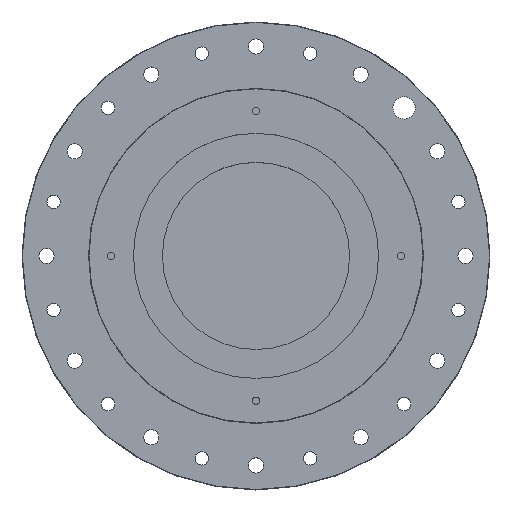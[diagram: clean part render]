
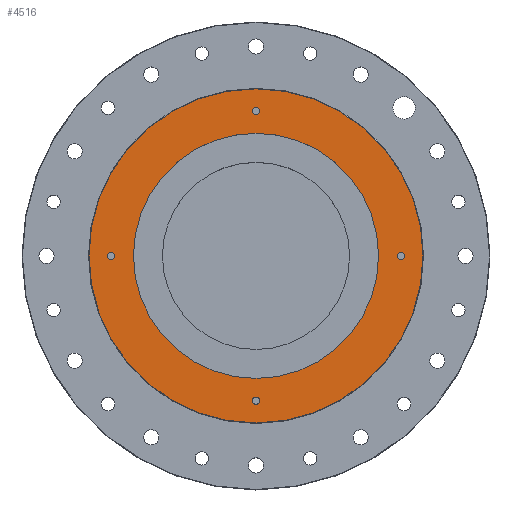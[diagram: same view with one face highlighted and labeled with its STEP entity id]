
A CAD part, top view. The second image highlights one B-rep face of the part: STEP entity #4516.
In plain terms, the highlighted planar face has unit normal (0, 0, 1).
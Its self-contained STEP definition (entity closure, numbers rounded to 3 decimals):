
#55 = ORIENTED_EDGE ( 'NONE', *, *, #2456, .F. ) ;
#219 = ORIENTED_EDGE ( 'NONE', *, *, #9415, .F. ) ;
#261 = AXIS2_PLACEMENT_3D ( 'NONE', #8514, #1372, #9176 ) ;
#294 = VERTEX_POINT ( 'NONE', #9096 ) ;
#345 = EDGE_LOOP ( 'NONE', ( #219, #4052 ) ) ;
#383 = VERTEX_POINT ( 'NONE', #8638 ) ;
#649 = FACE_BOUND ( 'NONE', #2908, .T. ) ;
#662 = EDGE_CURVE ( 'NONE', #383, #6445, #2571, .T. ) ;
#720 = DIRECTION ( 'NONE',  ( 1., 0., 0. ) ) ;
#776 = DIRECTION ( 'NONE',  ( 0., 0., 1. ) ) ;
#796 = DIRECTION ( 'NONE',  ( 1., 0., 0. ) ) ;
#986 = DIRECTION ( 'NONE',  ( 1., 0., 0. ) ) ;
#1066 = DIRECTION ( 'NONE',  ( 0., 0., 1. ) ) ;
#1082 = EDGE_CURVE ( 'NONE', #6445, #383, #8686, .T. ) ;
#1271 = CIRCLE ( 'NONE', #3767, 55. ) ;
#1280 = VERTEX_POINT ( 'NONE', #9432 ) ;
#1281 = DIRECTION ( 'NONE',  ( 1., 0., 0. ) ) ;
#1356 = AXIS2_PLACEMENT_3D ( 'NONE', #7186, #4929, #8112 ) ;
#1363 = EDGE_LOOP ( 'NONE', ( #6395, #9627 ) ) ;
#1372 = DIRECTION ( 'NONE',  ( 0., 0., 1. ) ) ;
#1513 = AXIS2_PLACEMENT_3D ( 'NONE', #2543, #3265, #796 ) ;
#1610 = DIRECTION ( 'NONE',  ( 1., 0., 0. ) ) ;
#1762 = CARTESIAN_POINT ( 'NONE',  ( 65., 0., 0. ) ) ;
#1958 = DIRECTION ( 'NONE',  ( 1., 0., 0. ) ) ;
#1995 = EDGE_CURVE ( 'NONE', #6559, #294, #7711, .T. ) ;
#2067 = ORIENTED_EDGE ( 'NONE', *, *, #5702, .F. ) ;
#2186 = FACE_OUTER_BOUND ( 'NONE', #9281, .T. ) ;
#2261 = EDGE_LOOP ( 'NONE', ( #2067, #7231 ) ) ;
#2404 = CARTESIAN_POINT ( 'NONE',  ( -63.35, 0., 0. ) ) ;
#2420 = CARTESIAN_POINT ( 'NONE',  ( 0., 0., 0. ) ) ;
#2456 = EDGE_CURVE ( 'NONE', #5779, #8923, #9855, .T. ) ;
#2527 = ORIENTED_EDGE ( 'NONE', *, *, #1082, .F. ) ;
#2543 = CARTESIAN_POINT ( 'NONE',  ( 0., -65., 0. ) ) ;
#2571 = CIRCLE ( 'NONE', #9520, 1.65 ) ;
#2783 = CARTESIAN_POINT ( 'NONE',  ( -55., 0., 0. ) ) ;
#2868 = DIRECTION ( 'NONE',  ( 1., 0., 0. ) ) ;
#2908 = EDGE_LOOP ( 'NONE', ( #2527, #7296 ) ) ;
#3069 = FACE_BOUND ( 'NONE', #5386, .T. ) ;
#3166 = AXIS2_PLACEMENT_3D ( 'NONE', #7290, #8736, #1610 ) ;
#3170 = CARTESIAN_POINT ( 'NONE',  ( 65., 0., 0. ) ) ;
#3265 = DIRECTION ( 'NONE',  ( 0., 0., 1. ) ) ;
#3352 = CARTESIAN_POINT ( 'NONE',  ( -65., 0., 0. ) ) ;
#3508 = ORIENTED_EDGE ( 'NONE', *, *, #8940, .T. ) ;
#3542 = DIRECTION ( 'NONE',  ( 0., 0., 1. ) ) ;
#3767 = AXIS2_PLACEMENT_3D ( 'NONE', #5894, #3542, #2868 ) ;
#4052 = ORIENTED_EDGE ( 'NONE', *, *, #4461, .F. ) ;
#4113 = AXIS2_PLACEMENT_3D ( 'NONE', #1762, #1066, #4927 ) ;
#4238 = CARTESIAN_POINT ( 'NONE',  ( 0., 0., 0. ) ) ;
#4313 = VERTEX_POINT ( 'NONE', #7302 ) ;
#4461 = EDGE_CURVE ( 'NONE', #8077, #5681, #1271, .T. ) ;
#4512 = PLANE ( 'NONE',  #8587 ) ;
#4516 = ADVANCED_FACE ( 'NONE', ( #2186, #5576, #6198, #9342, #3069, #649 ), #4512, .T. ) ;
#4727 = CARTESIAN_POINT ( 'NONE',  ( 0., 0., 0. ) ) ;
#4835 = VERTEX_POINT ( 'NONE', #6650 ) ;
#4927 = DIRECTION ( 'NONE',  ( 1., 0., 0. ) ) ;
#4929 = DIRECTION ( 'NONE',  ( 0., 0., 1. ) ) ;
#4938 = CIRCLE ( 'NONE', #4113, 1.65 ) ;
#4962 = DIRECTION ( 'NONE',  ( 0., 0., 1. ) ) ;
#5241 = DIRECTION ( 'NONE',  ( 0., 0., 1. ) ) ;
#5251 = EDGE_CURVE ( 'NONE', #4313, #6177, #9734, .T. ) ;
#5337 = CIRCLE ( 'NONE', #1513, 1.65 ) ;
#5386 = EDGE_LOOP ( 'NONE', ( #7442, #55 ) ) ;
#5390 = AXIS2_PLACEMENT_3D ( 'NONE', #3352, #5796, #986 ) ;
#5539 = AXIS2_PLACEMENT_3D ( 'NONE', #8362, #9122, #8211 ) ;
#5576 = FACE_BOUND ( 'NONE', #345, .T. ) ;
#5681 = VERTEX_POINT ( 'NONE', #9702 ) ;
#5702 = EDGE_CURVE ( 'NONE', #294, #6559, #4938, .T. ) ;
#5779 = VERTEX_POINT ( 'NONE', #6032 ) ;
#5796 = DIRECTION ( 'NONE',  ( 0., 0., 1. ) ) ;
#5803 = EDGE_CURVE ( 'NONE', #4835, #1280, #9239, .T. ) ;
#5894 = CARTESIAN_POINT ( 'NONE',  ( 0., 0., 0. ) ) ;
#5989 = CARTESIAN_POINT ( 'NONE',  ( 0., 65., 0. ) ) ;
#6032 = CARTESIAN_POINT ( 'NONE',  ( -66.65, 0., 0. ) ) ;
#6177 = VERTEX_POINT ( 'NONE', #6944 ) ;
#6198 = FACE_BOUND ( 'NONE', #2261, .T. ) ;
#6278 = AXIS2_PLACEMENT_3D ( 'NONE', #2420, #776, #720 ) ;
#6395 = ORIENTED_EDGE ( 'NONE', *, *, #9385, .F. ) ;
#6445 = VERTEX_POINT ( 'NONE', #6488 ) ;
#6488 = CARTESIAN_POINT ( 'NONE',  ( 1.65, 65., 0. ) ) ;
#6559 = VERTEX_POINT ( 'NONE', #8302 ) ;
#6650 = CARTESIAN_POINT ( 'NONE',  ( -1.65, -65., 0. ) ) ;
#6652 = CIRCLE ( 'NONE', #3166, 1.65 ) ;
#6834 = CIRCLE ( 'NONE', #9975, 55. ) ;
#6915 = DIRECTION ( 'NONE',  ( 1., 0., 0. ) ) ;
#6944 = CARTESIAN_POINT ( 'NONE',  ( 74.95, 0., 0. ) ) ;
#7186 = CARTESIAN_POINT ( 'NONE',  ( 0., 0., 0. ) ) ;
#7231 = ORIENTED_EDGE ( 'NONE', *, *, #1995, .F. ) ;
#7290 = CARTESIAN_POINT ( 'NONE',  ( -65., 0., 0. ) ) ;
#7296 = ORIENTED_EDGE ( 'NONE', *, *, #662, .F. ) ;
#7302 = CARTESIAN_POINT ( 'NONE',  ( -74.95, 0., 0. ) ) ;
#7442 = ORIENTED_EDGE ( 'NONE', *, *, #7608, .F. ) ;
#7608 = EDGE_CURVE ( 'NONE', #8923, #5779, #6652, .T. ) ;
#7613 = DIRECTION ( 'NONE',  ( 0., 0., 1. ) ) ;
#7711 = CIRCLE ( 'NONE', #8877, 1.65 ) ;
#7923 = ORIENTED_EDGE ( 'NONE', *, *, #5251, .T. ) ;
#8077 = VERTEX_POINT ( 'NONE', #2783 ) ;
#8112 = DIRECTION ( 'NONE',  ( 1., 0., 0. ) ) ;
#8211 = DIRECTION ( 'NONE',  ( 1., 0., 0. ) ) ;
#8302 = CARTESIAN_POINT ( 'NONE',  ( 63.35, 0., 0. ) ) ;
#8362 = CARTESIAN_POINT ( 'NONE',  ( 0., 65., 0. ) ) ;
#8514 = CARTESIAN_POINT ( 'NONE',  ( 0., -65., 0. ) ) ;
#8587 = AXIS2_PLACEMENT_3D ( 'NONE', #4727, #9505, #10229 ) ;
#8638 = CARTESIAN_POINT ( 'NONE',  ( -1.65, 65., 0. ) ) ;
#8686 = CIRCLE ( 'NONE', #5539, 1.65 ) ;
#8736 = DIRECTION ( 'NONE',  ( 0., 0., 1. ) ) ;
#8850 = CIRCLE ( 'NONE', #1356, 74.95 ) ;
#8877 = AXIS2_PLACEMENT_3D ( 'NONE', #3170, #7613, #6915 ) ;
#8923 = VERTEX_POINT ( 'NONE', #2404 ) ;
#8940 = EDGE_CURVE ( 'NONE', #6177, #4313, #8850, .T. ) ;
#9096 = CARTESIAN_POINT ( 'NONE',  ( 66.65, 0., 0. ) ) ;
#9122 = DIRECTION ( 'NONE',  ( 0., 0., 1. ) ) ;
#9176 = DIRECTION ( 'NONE',  ( 1., 0., 0. ) ) ;
#9239 = CIRCLE ( 'NONE', #261, 1.65 ) ;
#9281 = EDGE_LOOP ( 'NONE', ( #7923, #3508 ) ) ;
#9342 = FACE_BOUND ( 'NONE', #1363, .T. ) ;
#9385 = EDGE_CURVE ( 'NONE', #1280, #4835, #5337, .T. ) ;
#9415 = EDGE_CURVE ( 'NONE', #5681, #8077, #6834, .T. ) ;
#9432 = CARTESIAN_POINT ( 'NONE',  ( 1.65, -65., 0. ) ) ;
#9505 = DIRECTION ( 'NONE',  ( 0., 0., 1. ) ) ;
#9520 = AXIS2_PLACEMENT_3D ( 'NONE', #5989, #5241, #1281 ) ;
#9627 = ORIENTED_EDGE ( 'NONE', *, *, #5803, .F. ) ;
#9702 = CARTESIAN_POINT ( 'NONE',  ( 55., 0., 0. ) ) ;
#9734 = CIRCLE ( 'NONE', #6278, 74.95 ) ;
#9855 = CIRCLE ( 'NONE', #5390, 1.65 ) ;
#9975 = AXIS2_PLACEMENT_3D ( 'NONE', #4238, #4962, #1958 ) ;
#10229 = DIRECTION ( 'NONE',  ( 1., 0., 0. ) ) ;
